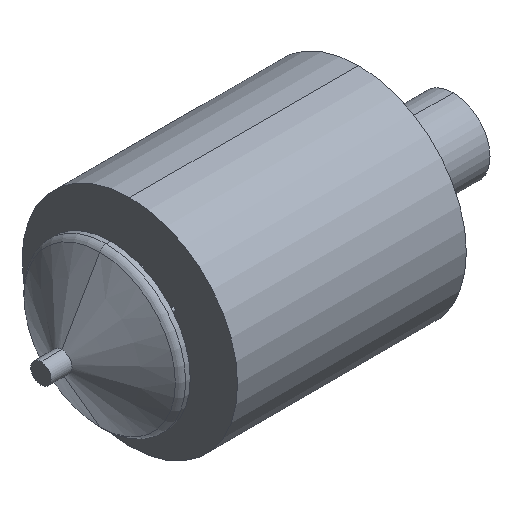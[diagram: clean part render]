
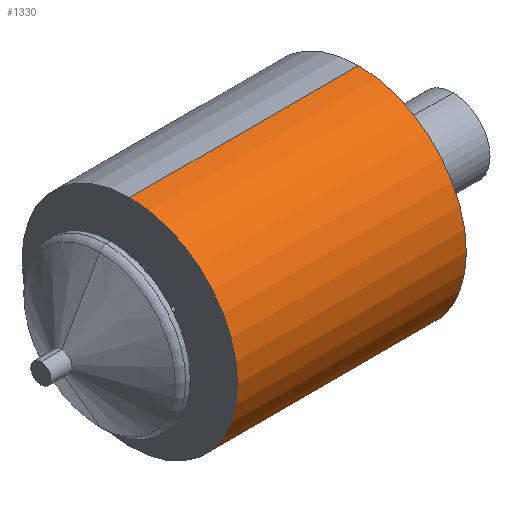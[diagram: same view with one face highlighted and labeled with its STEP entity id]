
A CAD part, isometric view. The second image highlights one B-rep face of the part: STEP entity #1330.
In plain terms, the highlighted cylindrical face has radius 57 mm (diameter 114 mm), a partial arc.
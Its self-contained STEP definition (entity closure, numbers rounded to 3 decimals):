
#10 = VERTEX_POINT ( 'NONE', #350 ) ;
#154 = DIRECTION ( 'NONE',  ( -1., 0., 0. ) ) ;
#218 = CARTESIAN_POINT ( 'NONE',  ( 0., 0., 57. ) ) ;
#314 = DIRECTION ( 'NONE',  ( -1., 0., 0. ) ) ;
#349 = CYLINDRICAL_SURFACE ( 'NONE', #1278, 57. ) ;
#350 = CARTESIAN_POINT ( 'NONE',  ( 47., 0., 57. ) ) ;
#369 = ORIENTED_EDGE ( 'NONE', *, *, #1650, .F. ) ;
#465 = EDGE_CURVE ( 'NONE', #1773, #10, #1225, .T. ) ;
#505 = ORIENTED_EDGE ( 'NONE', *, *, #465, .T. ) ;
#546 = ORIENTED_EDGE ( 'NONE', *, *, #780, .F. ) ;
#641 = CARTESIAN_POINT ( 'NONE',  ( 168., 0., 0. ) ) ;
#676 = ORIENTED_EDGE ( 'NONE', *, *, #761, .T. ) ;
#681 = LINE ( 'NONE', #1675, #1697 ) ;
#761 = EDGE_CURVE ( 'NONE', #2050, #1773, #1632, .T. ) ;
#767 = AXIS2_PLACEMENT_3D ( 'NONE', #641, #1152, #1807 ) ;
#780 = EDGE_CURVE ( 'NONE', #1944, #10, #1612, .T. ) ;
#805 = DIRECTION ( 'NONE',  ( 0., 0., 1. ) ) ;
#814 = CARTESIAN_POINT ( 'NONE',  ( 47., 0., -57. ) ) ;
#953 = CARTESIAN_POINT ( 'NONE',  ( 47., 0., 0. ) ) ;
#1006 = DIRECTION ( 'NONE',  ( 0., 0., 1. ) ) ;
#1152 = DIRECTION ( 'NONE',  ( -1., 0., 0. ) ) ;
#1206 = EDGE_LOOP ( 'NONE', ( #369, #676, #505, #546 ) ) ;
#1223 = CARTESIAN_POINT ( 'NONE',  ( 168., 0., -57. ) ) ;
#1225 = LINE ( 'NONE', #218, #1772 ) ;
#1268 = CARTESIAN_POINT ( 'NONE',  ( 168., 0., 57. ) ) ;
#1278 = AXIS2_PLACEMENT_3D ( 'NONE', #2009, #1687, #1006 ) ;
#1330 = ADVANCED_FACE ( 'NONE', ( #1842 ), #349, .T. ) ;
#1612 = CIRCLE ( 'NONE', #2069, 57. ) ;
#1632 = CIRCLE ( 'NONE', #767, 57. ) ;
#1650 = EDGE_CURVE ( 'NONE', #2050, #1944, #681, .T. ) ;
#1675 = CARTESIAN_POINT ( 'NONE',  ( 0., 0., -57. ) ) ;
#1684 = DIRECTION ( 'NONE',  ( -1., 0., 0. ) ) ;
#1687 = DIRECTION ( 'NONE',  ( -1., 0., 0. ) ) ;
#1697 = VECTOR ( 'NONE', #154, 1000. ) ;
#1772 = VECTOR ( 'NONE', #1684, 1000. ) ;
#1773 = VERTEX_POINT ( 'NONE', #1268 ) ;
#1807 = DIRECTION ( 'NONE',  ( 0., 0., 1. ) ) ;
#1842 = FACE_OUTER_BOUND ( 'NONE', #1206, .T. ) ;
#1944 = VERTEX_POINT ( 'NONE', #814 ) ;
#2009 = CARTESIAN_POINT ( 'NONE',  ( 0., 0., 0. ) ) ;
#2050 = VERTEX_POINT ( 'NONE', #1223 ) ;
#2069 = AXIS2_PLACEMENT_3D ( 'NONE', #953, #314, #805 ) ;
